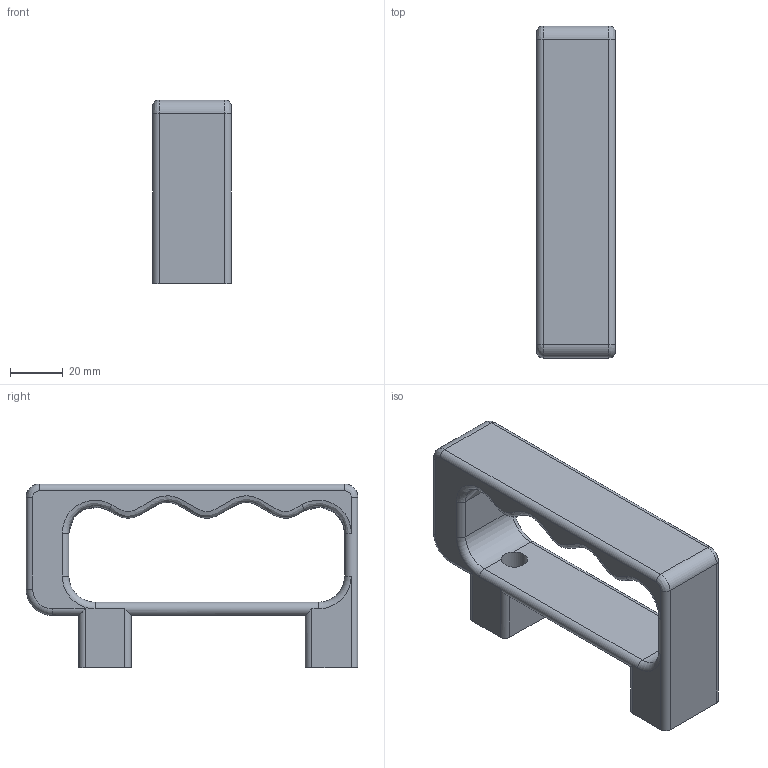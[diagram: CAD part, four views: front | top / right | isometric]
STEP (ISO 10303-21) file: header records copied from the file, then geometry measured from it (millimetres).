
FILE_DESCRIPTION(/* description */ (''),/* implementation_level */ '2;1');
FILE_NAME(/* name */ 'main_handle.step',/* time_stamp */ '2021-11-21T12:54:14+01:00',/* author */ (''),/* organization */ (''),/* preprocessor_version */ 'ST-DEVELOPER v18.1',/* originating_system */ 'Autodesk Translation Framework v10.10.0.1391',/* authorisation */ '');
FILE_SCHEMA (('AUTOMOTIVE_DESIGN { 1 0 10303 214 3 1 1 }'));
Length unit declared in the file: millimetre
Products named in the file (1): main_handle
Bounding box: 30 x 126.25 x 70 mm (x, y, z)
Volume: 99790.4 mm3; surface area: 27710.7 mm2
Topology: 1 solids, 1 shells, 66 faces, 162 edges, 96 vertices
Faces by surface type: cylinder 28, plane 19, bspline 13, torus 6
Full cylindrical faces by diameter (mm): 3.2 x2, 10 x2
Entity records: 3114 total; most frequent: CARTESIAN_POINT 1550, ORIENTED_EDGE 324, DIRECTION 320, EDGE_CURVE 162, AXIS2_PLACEMENT_3D 124, VERTEX_POINT 96, LINE 72, VECTOR 72
